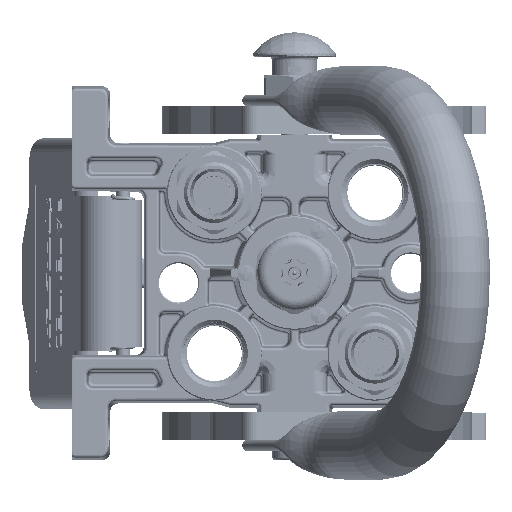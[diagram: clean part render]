
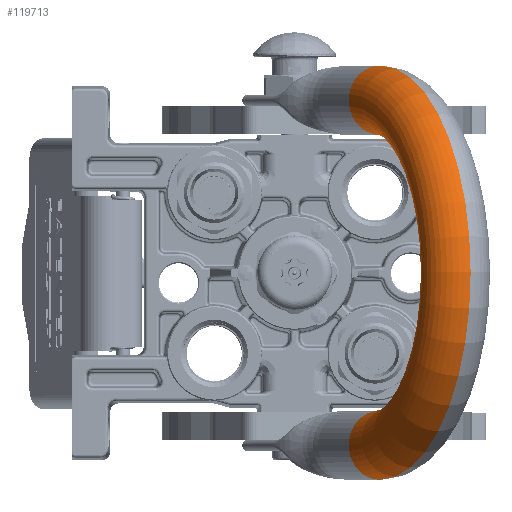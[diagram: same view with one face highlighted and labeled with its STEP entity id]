
A CAD part, top view. The second image highlights one B-rep face of the part: STEP entity #119713.
In plain terms, the highlighted toroidal (fillet/blend) face has major radius 62.25 mm and minor radius 12.5 mm.
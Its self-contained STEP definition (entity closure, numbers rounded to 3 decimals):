
#9456 = AXIS2_PLACEMENT_3D ( 'NONE', #65871, #81869, #111129 ) ;
#22799 = FACE_OUTER_BOUND ( 'NONE', #188988, .T. ) ;
#23516 = DIRECTION ( 'NONE',  ( 1., 0., 0. ) ) ;
#27792 = TOROIDAL_SURFACE ( 'NONE', #69164, 62.25, 12.5 ) ;
#30615 = AXIS2_PLACEMENT_3D ( 'NONE', #167648, #105529, #23516 ) ;
#44264 = VERTEX_POINT ( 'NONE', #135717 ) ;
#45188 = CIRCLE ( 'NONE', #108530, 74.75 ) ;
#47094 = ORIENTED_EDGE ( 'NONE', *, *, #135723, .F. ) ;
#49696 = EDGE_CURVE ( 'NONE', #87054, #88552, #155456, .T. ) ;
#50625 = CARTESIAN_POINT ( 'NONE',  ( 74.75, 0., 25.25 ) ) ;
#57771 = CARTESIAN_POINT ( 'NONE',  ( -49.75, 0., 25.25 ) ) ;
#58470 = CARTESIAN_POINT ( 'NONE',  ( 0., 0., 25.25 ) ) ;
#60297 = EDGE_CURVE ( 'NONE', #87054, #105984, #45188, .T. ) ;
#65871 = CARTESIAN_POINT ( 'NONE',  ( -62.25, 0., 25.25 ) ) ;
#69164 = AXIS2_PLACEMENT_3D ( 'NONE', #180847, #120028, #138909 ) ;
#73705 = DIRECTION ( 'NONE',  ( 0., 1., 0. ) ) ;
#78735 = ORIENTED_EDGE ( 'NONE', *, *, #49696, .T. ) ;
#81869 = DIRECTION ( 'NONE',  ( 0., 0., 1. ) ) ;
#86164 = CIRCLE ( 'NONE', #154274, 49.75 ) ;
#87054 = VERTEX_POINT ( 'NONE', #178131 ) ;
#88552 = VERTEX_POINT ( 'NONE', #57771 ) ;
#93584 = ORIENTED_EDGE ( 'NONE', *, *, #170515, .T. ) ;
#105027 = DIRECTION ( 'NONE',  ( -1., 0., 0. ) ) ;
#105529 = DIRECTION ( 'NONE',  ( 0., 0., -1. ) ) ;
#105984 = VERTEX_POINT ( 'NONE', #50625 ) ;
#108530 = AXIS2_PLACEMENT_3D ( 'NONE', #58470, #170618, #202087 ) ;
#111129 = DIRECTION ( 'NONE',  ( -1., 0., 0. ) ) ;
#116130 = CIRCLE ( 'NONE', #30615, 12.5 ) ;
#119713 = ADVANCED_FACE ( 'NONE', ( #22799 ), #27792, .T. ) ;
#120028 = DIRECTION ( 'NONE',  ( 0., 1., 0. ) ) ;
#135717 = CARTESIAN_POINT ( 'NONE',  ( 49.75, 0., 25.25 ) ) ;
#135723 = EDGE_CURVE ( 'NONE', #105984, #44264, #116130, .T. ) ;
#138909 = DIRECTION ( 'NONE',  ( 1., 0., 0. ) ) ;
#150431 = CARTESIAN_POINT ( 'NONE',  ( 0., 0., 25.25 ) ) ;
#151438 = ORIENTED_EDGE ( 'NONE', *, *, #60297, .F. ) ;
#154274 = AXIS2_PLACEMENT_3D ( 'NONE', #150431, #73705, #105027 ) ;
#155456 = CIRCLE ( 'NONE', #9456, 12.5 ) ;
#167648 = CARTESIAN_POINT ( 'NONE',  ( 62.25, 0., 25.25 ) ) ;
#170515 = EDGE_CURVE ( 'NONE', #88552, #44264, #86164, .T. ) ;
#170618 = DIRECTION ( 'NONE',  ( 0., 1., 0. ) ) ;
#178131 = CARTESIAN_POINT ( 'NONE',  ( -74.75, 0., 25.25 ) ) ;
#180847 = CARTESIAN_POINT ( 'NONE',  ( 0., 0., 25.25 ) ) ;
#188988 = EDGE_LOOP ( 'NONE', ( #93584, #47094, #151438, #78735 ) ) ;
#202087 = DIRECTION ( 'NONE',  ( -1., 0., 0. ) ) ;
